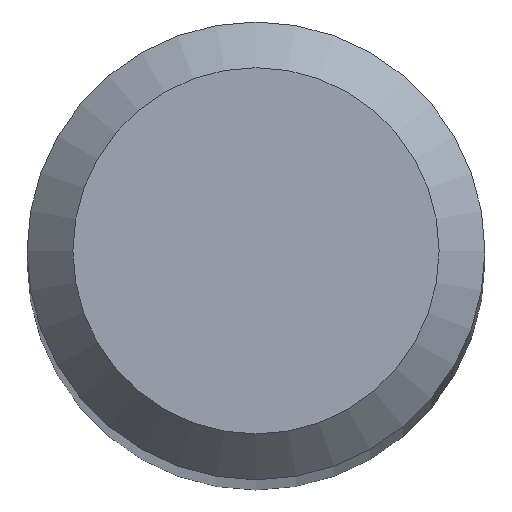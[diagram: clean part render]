
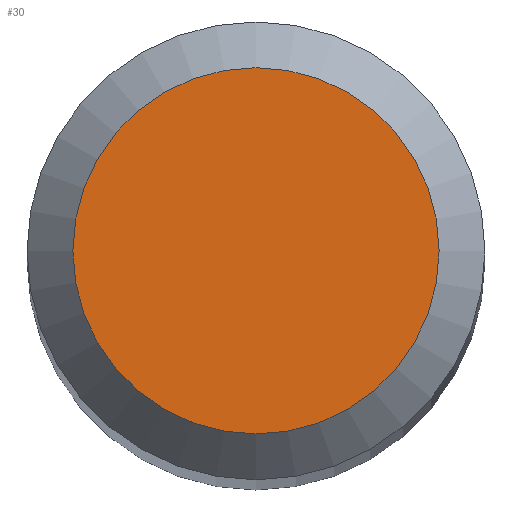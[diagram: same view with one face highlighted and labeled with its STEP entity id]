
A CAD part, top view. The second image highlights one B-rep face of the part: STEP entity #30.
In plain terms, the highlighted planar face has unit normal (0, 0, 1).
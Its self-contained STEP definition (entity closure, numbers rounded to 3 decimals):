
#28 = PLANE ( 'NONE',  #108 ) ;
#30 = ADVANCED_FACE ( 'NONE', ( #136 ), #28, .F. ) ;
#34 = CARTESIAN_POINT ( 'NONE',  ( 0., 0., 61. ) ) ;
#44 = DIRECTION ( 'NONE',  ( 0., 1., 0. ) ) ;
#50 = AXIS2_PLACEMENT_3D ( 'NONE', #63, #302, #44 ) ;
#57 = CIRCLE ( 'NONE', #50, 1.2 ) ;
#63 = CARTESIAN_POINT ( 'NONE',  ( 0., 0., 61. ) ) ;
#68 = CARTESIAN_POINT ( 'NONE',  ( 0., 1.2, 61. ) ) ;
#108 = AXIS2_PLACEMENT_3D ( 'NONE', #34, #116, #211 ) ;
#116 = DIRECTION ( 'NONE',  ( 0., 0., -1. ) ) ;
#136 = FACE_OUTER_BOUND ( 'NONE', #187, .T. ) ;
#142 = ORIENTED_EDGE ( 'NONE', *, *, #230, .F. ) ;
#187 = EDGE_LOOP ( 'NONE', ( #142 ) ) ;
#211 = DIRECTION ( 'NONE',  ( 0., 1., 0. ) ) ;
#230 = EDGE_CURVE ( 'NONE', #272, #272, #57, .T. ) ;
#272 = VERTEX_POINT ( 'NONE', #68 ) ;
#302 = DIRECTION ( 'NONE',  ( 0., 0., -1. ) ) ;
